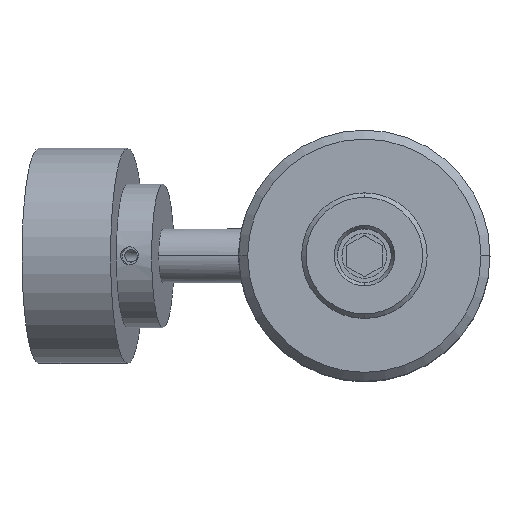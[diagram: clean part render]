
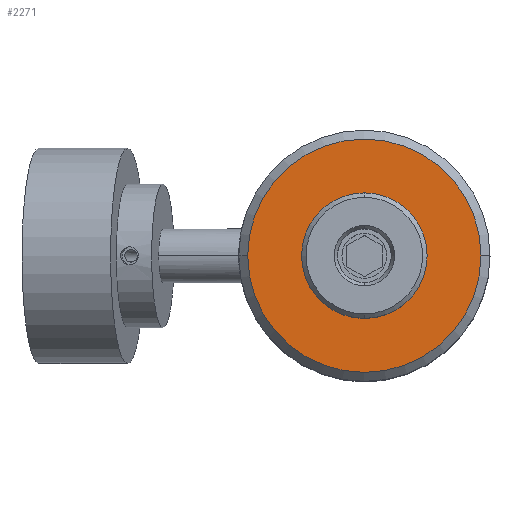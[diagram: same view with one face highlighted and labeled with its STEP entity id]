
A CAD part, top view. The second image highlights one B-rep face of the part: STEP entity #2271.
In plain terms, the highlighted planar face has unit normal (0, 0, 1).
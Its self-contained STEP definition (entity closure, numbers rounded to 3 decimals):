
#72 = CARTESIAN_POINT ( 'NONE',  ( 0., 0., 33. ) ) ;
#221 = FACE_BOUND ( 'NONE', #1479, .T. ) ;
#297 = CARTESIAN_POINT ( 'NONE',  ( -13., 0., 33. ) ) ;
#351 = CARTESIAN_POINT ( 'NONE',  ( 7., 0., 33. ) ) ;
#361 = ORIENTED_EDGE ( 'NONE', *, *, #2004, .F. ) ;
#490 = AXIS2_PLACEMENT_3D ( 'NONE', #1865, #1312, #2389 ) ;
#527 = DIRECTION ( 'NONE',  ( 0., 0., 1. ) ) ;
#668 = AXIS2_PLACEMENT_3D ( 'NONE', #2066, #527, #2084 ) ;
#757 = PLANE ( 'NONE',  #2193 ) ;
#817 = FACE_OUTER_BOUND ( 'NONE', #1398, .T. ) ;
#823 = ORIENTED_EDGE ( 'NONE', *, *, #3030, .T. ) ;
#1139 = DIRECTION ( 'NONE',  ( 0., 0., 1. ) ) ;
#1204 = EDGE_CURVE ( 'NONE', #1698, #1950, #2240, .T. ) ;
#1249 = VERTEX_POINT ( 'NONE', #3416 ) ;
#1282 = CIRCLE ( 'NONE', #3154, 7. ) ;
#1287 = DIRECTION ( 'NONE',  ( 1., 0., 0. ) ) ;
#1312 = DIRECTION ( 'NONE',  ( 0., 0., 1. ) ) ;
#1336 = AXIS2_PLACEMENT_3D ( 'NONE', #72, #1139, #1420 ) ;
#1398 = EDGE_LOOP ( 'NONE', ( #1908, #823 ) ) ;
#1420 = DIRECTION ( 'NONE',  ( 1., 0., 0. ) ) ;
#1479 = EDGE_LOOP ( 'NONE', ( #2489, #361 ) ) ;
#1511 = CARTESIAN_POINT ( 'NONE',  ( 13., 0., 33. ) ) ;
#1698 = VERTEX_POINT ( 'NONE', #297 ) ;
#1865 = CARTESIAN_POINT ( 'NONE',  ( 0., 0., 33. ) ) ;
#1908 = ORIENTED_EDGE ( 'NONE', *, *, #1204, .T. ) ;
#1950 = VERTEX_POINT ( 'NONE', #1511 ) ;
#2004 = EDGE_CURVE ( 'NONE', #1249, #2139, #3427, .T. ) ;
#2066 = CARTESIAN_POINT ( 'NONE',  ( 0., 0., 33. ) ) ;
#2076 = DIRECTION ( 'NONE',  ( 0., 0., 1. ) ) ;
#2084 = DIRECTION ( 'NONE',  ( 1., 0., 0. ) ) ;
#2139 = VERTEX_POINT ( 'NONE', #351 ) ;
#2147 = CIRCLE ( 'NONE', #668, 13. ) ;
#2193 = AXIS2_PLACEMENT_3D ( 'NONE', #2669, #2076, #1287 ) ;
#2240 = CIRCLE ( 'NONE', #490, 13. ) ;
#2271 = ADVANCED_FACE ( 'NONE', ( #817, #221 ), #757, .T. ) ;
#2304 = CARTESIAN_POINT ( 'NONE',  ( 0., 0., 33. ) ) ;
#2389 = DIRECTION ( 'NONE',  ( 1., 0., 0. ) ) ;
#2489 = ORIENTED_EDGE ( 'NONE', *, *, #3114, .F. ) ;
#2576 = DIRECTION ( 'NONE',  ( 0., 0., 1. ) ) ;
#2669 = CARTESIAN_POINT ( 'NONE',  ( 0., 0., 33. ) ) ;
#3030 = EDGE_CURVE ( 'NONE', #1950, #1698, #2147, .T. ) ;
#3114 = EDGE_CURVE ( 'NONE', #2139, #1249, #1282, .T. ) ;
#3154 = AXIS2_PLACEMENT_3D ( 'NONE', #2304, #2576, #3400 ) ;
#3400 = DIRECTION ( 'NONE',  ( 1., 0., 0. ) ) ;
#3416 = CARTESIAN_POINT ( 'NONE',  ( -7., 0., 33. ) ) ;
#3427 = CIRCLE ( 'NONE', #1336, 7. ) ;
